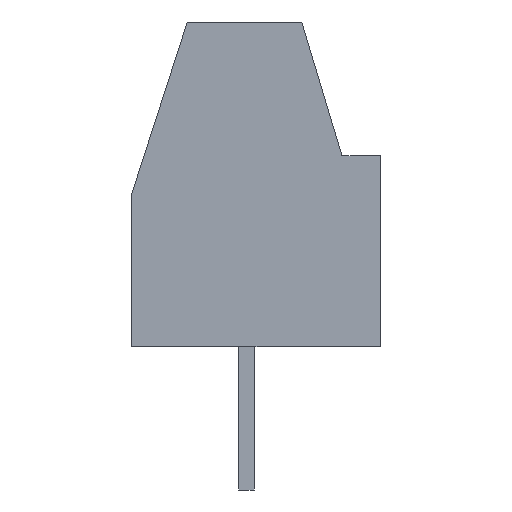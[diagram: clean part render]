
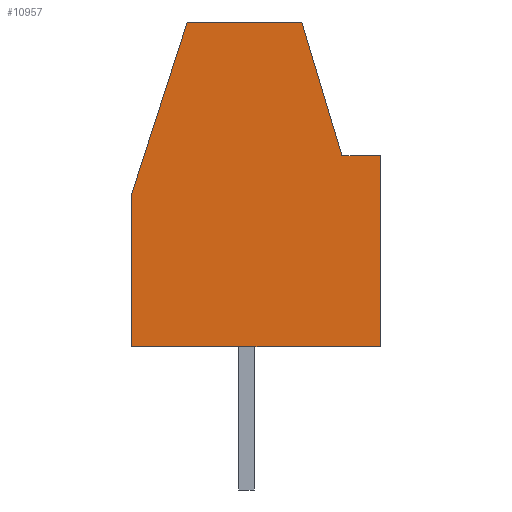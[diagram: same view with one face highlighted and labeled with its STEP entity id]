
A CAD part, left-side view. The second image highlights one B-rep face of the part: STEP entity #10957.
In plain terms, the highlighted planar face has unit normal (-1, 0, 0).
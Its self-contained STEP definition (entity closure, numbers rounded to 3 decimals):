
#9512 = VERTEX_POINT('',#9513);
#9513 = CARTESIAN_POINT('',(0.,-3.5,0.)
  );
#9522 = PLANE('',#9523);
#9523 = AXIS2_PLACEMENT_3D('',#9524,#9525,#9526);
#9524 = CARTESIAN_POINT('',(0.,-3.5,0.));
#9525 = DIRECTION('',(0.,-1.,0.));
#9526 = DIRECTION('',(0.,0.,1.));
#9534 = PLANE('',#9535);
#9535 = AXIS2_PLACEMENT_3D('',#9536,#9537,#9538);
#9536 = CARTESIAN_POINT('',(0.,-3.5,0.));
#9537 = DIRECTION('',(0.,0.,1.));
#9538 = DIRECTION('',(0.,1.,0.));
#9575 = VERTEX_POINT('',#9576);
#9576 = CARTESIAN_POINT('',(0.,-3.5,5.));
#9590 = PLANE('',#9591);
#9591 = AXIS2_PLACEMENT_3D('',#9592,#9593,#9594);
#9592 = CARTESIAN_POINT('',(0.,-3.5,5.));
#9593 = DIRECTION('',(0.,0.,1.));
#9594 = DIRECTION('',(0.,1.,0.));
#9602 = EDGE_CURVE('',#9512,#9575,#9603,.T.);
#9603 = SURFACE_CURVE('',#9604,(#9608,#9615),.PCURVE_S1.);
#9604 = LINE('',#9605,#9606);
#9605 = CARTESIAN_POINT('',(0.,-3.5,0.));
#9606 = VECTOR('',#9607,1.);
#9607 = DIRECTION('',(0.,0.,1.));
#9608 = PCURVE('',#9522,#9609);
#9609 = DEFINITIONAL_REPRESENTATION('',(#9610),#9614);
#9610 = LINE('',#9611,#9612);
#9611 = CARTESIAN_POINT('',(0.,0.));
#9612 = VECTOR('',#9613,1.);
#9613 = DIRECTION('',(1.,0.));
#9614 = ( GEOMETRIC_REPRESENTATION_CONTEXT(2) 
PARAMETRIC_REPRESENTATION_CONTEXT() REPRESENTATION_CONTEXT('2D SPACE',''
  ) );
#9615 = PCURVE('',#9616,#9621);
#9616 = PLANE('',#9617);
#9617 = AXIS2_PLACEMENT_3D('',#9618,#9619,#9620);
#9618 = CARTESIAN_POINT('',(0.,-0.231,
    3.774));
#9619 = DIRECTION('',(1.,0.,0.));
#9620 = DIRECTION('',(0.,0.,1.));
#9621 = DEFINITIONAL_REPRESENTATION('',(#9622),#9626);
#9622 = LINE('',#9623,#9624);
#9623 = CARTESIAN_POINT('',(-3.774,3.269));
#9624 = VECTOR('',#9625,1.);
#9625 = DIRECTION('',(1.,0.));
#9626 = ( GEOMETRIC_REPRESENTATION_CONTEXT(2) 
PARAMETRIC_REPRESENTATION_CONTEXT() REPRESENTATION_CONTEXT('2D SPACE',''
  ) );
#10910 = VERTEX_POINT('',#10911);
#10911 = CARTESIAN_POINT('',(0.,3.,0.)
  );
#10925 = PLANE('',#10926);
#10926 = AXIS2_PLACEMENT_3D('',#10927,#10928,#10929);
#10927 = CARTESIAN_POINT('',(0.,3.,0.)
  );
#10928 = DIRECTION('',(0.,-1.,0.));
#10929 = DIRECTION('',(0.,0.,1.));
#10937 = EDGE_CURVE('',#9512,#10910,#10938,.T.);
#10938 = SURFACE_CURVE('',#10939,(#10943,#10950),.PCURVE_S1.);
#10939 = LINE('',#10940,#10941);
#10940 = CARTESIAN_POINT('',(0.,-3.5,0.)
  );
#10941 = VECTOR('',#10942,1.);
#10942 = DIRECTION('',(0.,1.,0.));
#10943 = PCURVE('',#9534,#10944);
#10944 = DEFINITIONAL_REPRESENTATION('',(#10945),#10949);
#10945 = LINE('',#10946,#10947);
#10946 = CARTESIAN_POINT('',(0.,0.));
#10947 = VECTOR('',#10948,1.);
#10948 = DIRECTION('',(1.,0.));
#10949 = ( GEOMETRIC_REPRESENTATION_CONTEXT(2) 
PARAMETRIC_REPRESENTATION_CONTEXT() REPRESENTATION_CONTEXT('2D SPACE',''
  ) );
#10950 = PCURVE('',#9616,#10951);
#10951 = DEFINITIONAL_REPRESENTATION('',(#10952),#10956);
#10952 = LINE('',#10953,#10954);
#10953 = CARTESIAN_POINT('',(-3.774,3.269));
#10954 = VECTOR('',#10955,1.);
#10955 = DIRECTION('',(0.,-1.));
#10956 = ( GEOMETRIC_REPRESENTATION_CONTEXT(2) 
PARAMETRIC_REPRESENTATION_CONTEXT() REPRESENTATION_CONTEXT('2D SPACE',''
  ) );
#10957 = ADVANCED_FACE('',(#10958),#9616,.F.);
#10958 = FACE_BOUND('',#10959,.F.);
#10959 = EDGE_LOOP('',(#10960,#10961,#10962,#10985,#11013,#11041,#11069)
  );
#10960 = ORIENTED_EDGE('',*,*,#9602,.F.);
#10961 = ORIENTED_EDGE('',*,*,#10937,.T.);
#10962 = ORIENTED_EDGE('',*,*,#10963,.T.);
#10963 = EDGE_CURVE('',#10910,#10964,#10966,.T.);
#10964 = VERTEX_POINT('',#10965);
#10965 = CARTESIAN_POINT('',(0.,3.,4.));
#10966 = SURFACE_CURVE('',#10967,(#10971,#10978),.PCURVE_S1.);
#10967 = LINE('',#10968,#10969);
#10968 = CARTESIAN_POINT('',(0.,3.,0.));
#10969 = VECTOR('',#10970,1.);
#10970 = DIRECTION('',(0.,0.,1.));
#10971 = PCURVE('',#9616,#10972);
#10972 = DEFINITIONAL_REPRESENTATION('',(#10973),#10977);
#10973 = LINE('',#10974,#10975);
#10974 = CARTESIAN_POINT('',(-3.774,-3.231));
#10975 = VECTOR('',#10976,1.);
#10976 = DIRECTION('',(1.,0.));
#10977 = ( GEOMETRIC_REPRESENTATION_CONTEXT(2) 
PARAMETRIC_REPRESENTATION_CONTEXT() REPRESENTATION_CONTEXT('2D SPACE',''
  ) );
#10978 = PCURVE('',#10925,#10979);
#10979 = DEFINITIONAL_REPRESENTATION('',(#10980),#10984);
#10980 = LINE('',#10981,#10982);
#10981 = CARTESIAN_POINT('',(0.,0.));
#10982 = VECTOR('',#10983,1.);
#10983 = DIRECTION('',(1.,0.));
#10984 = ( GEOMETRIC_REPRESENTATION_CONTEXT(2) 
PARAMETRIC_REPRESENTATION_CONTEXT() REPRESENTATION_CONTEXT('2D SPACE',''
  ) );
#10985 = ORIENTED_EDGE('',*,*,#10986,.F.);
#10986 = EDGE_CURVE('',#10987,#10964,#10989,.T.);
#10987 = VERTEX_POINT('',#10988);
#10988 = CARTESIAN_POINT('',(0.,1.551,8.5));
#10989 = SURFACE_CURVE('',#10990,(#10994,#11001),.PCURVE_S1.);
#10990 = LINE('',#10991,#10992);
#10991 = CARTESIAN_POINT('',(0.,1.551,8.5));
#10992 = VECTOR('',#10993,1.);
#10993 = DIRECTION('',(0.,0.307,-0.952
    ));
#10994 = PCURVE('',#9616,#10995);
#10995 = DEFINITIONAL_REPRESENTATION('',(#10996),#11000);
#10996 = LINE('',#10997,#10998);
#10997 = CARTESIAN_POINT('',(4.726,-1.781));
#10998 = VECTOR('',#10999,1.);
#10999 = DIRECTION('',(-0.952,-0.307));
#11000 = ( GEOMETRIC_REPRESENTATION_CONTEXT(2) 
PARAMETRIC_REPRESENTATION_CONTEXT() REPRESENTATION_CONTEXT('2D SPACE',''
  ) );
#11001 = PCURVE('',#11002,#11007);
#11002 = PLANE('',#11003);
#11003 = AXIS2_PLACEMENT_3D('',#11004,#11005,#11006);
#11004 = CARTESIAN_POINT('',(0.,1.551,8.5));
#11005 = DIRECTION('',(0.,0.952,0.307
    ));
#11006 = DIRECTION('',(0.,0.307,-0.952)
  );
#11007 = DEFINITIONAL_REPRESENTATION('',(#11008),#11012);
#11008 = LINE('',#11009,#11010);
#11009 = CARTESIAN_POINT('',(0.,0.));
#11010 = VECTOR('',#11011,1.);
#11011 = DIRECTION('',(1.,0.));
#11012 = ( GEOMETRIC_REPRESENTATION_CONTEXT(2) 
PARAMETRIC_REPRESENTATION_CONTEXT() REPRESENTATION_CONTEXT('2D SPACE',''
  ) );
#11013 = ORIENTED_EDGE('',*,*,#11014,.F.);
#11014 = EDGE_CURVE('',#11015,#10987,#11017,.T.);
#11015 = VERTEX_POINT('',#11016);
#11016 = CARTESIAN_POINT('',(0.,-1.449,8.5));
#11017 = SURFACE_CURVE('',#11018,(#11022,#11029),.PCURVE_S1.);
#11018 = LINE('',#11019,#11020);
#11019 = CARTESIAN_POINT('',(0.,-1.449,8.5));
#11020 = VECTOR('',#11021,1.);
#11021 = DIRECTION('',(0.,1.,0.));
#11022 = PCURVE('',#9616,#11023);
#11023 = DEFINITIONAL_REPRESENTATION('',(#11024),#11028);
#11024 = LINE('',#11025,#11026);
#11025 = CARTESIAN_POINT('',(4.726,1.219));
#11026 = VECTOR('',#11027,1.);
#11027 = DIRECTION('',(0.,-1.));
#11028 = ( GEOMETRIC_REPRESENTATION_CONTEXT(2) 
PARAMETRIC_REPRESENTATION_CONTEXT() REPRESENTATION_CONTEXT('2D SPACE',''
  ) );
#11029 = PCURVE('',#11030,#11035);
#11030 = PLANE('',#11031);
#11031 = AXIS2_PLACEMENT_3D('',#11032,#11033,#11034);
#11032 = CARTESIAN_POINT('',(0.,-1.449,8.5));
#11033 = DIRECTION('',(0.,0.,1.));
#11034 = DIRECTION('',(0.,1.,0.));
#11035 = DEFINITIONAL_REPRESENTATION('',(#11036),#11040);
#11036 = LINE('',#11037,#11038);
#11037 = CARTESIAN_POINT('',(0.,0.));
#11038 = VECTOR('',#11039,1.);
#11039 = DIRECTION('',(1.,0.));
#11040 = ( GEOMETRIC_REPRESENTATION_CONTEXT(2) 
PARAMETRIC_REPRESENTATION_CONTEXT() REPRESENTATION_CONTEXT('2D SPACE',''
  ) );
#11041 = ORIENTED_EDGE('',*,*,#11042,.F.);
#11042 = EDGE_CURVE('',#11043,#11015,#11045,.T.);
#11043 = VERTEX_POINT('',#11044);
#11044 = CARTESIAN_POINT('',(0.,-2.5,5.));
#11045 = SURFACE_CURVE('',#11046,(#11050,#11057),.PCURVE_S1.);
#11046 = LINE('',#11047,#11048);
#11047 = CARTESIAN_POINT('',(0.,-2.5,5.));
#11048 = VECTOR('',#11049,1.);
#11049 = DIRECTION('',(0.,0.288,0.958)
  );
#11050 = PCURVE('',#9616,#11051);
#11051 = DEFINITIONAL_REPRESENTATION('',(#11052),#11056);
#11052 = LINE('',#11053,#11054);
#11053 = CARTESIAN_POINT('',(1.226,2.269));
#11054 = VECTOR('',#11055,1.);
#11055 = DIRECTION('',(0.958,-0.288));
#11056 = ( GEOMETRIC_REPRESENTATION_CONTEXT(2) 
PARAMETRIC_REPRESENTATION_CONTEXT() REPRESENTATION_CONTEXT('2D SPACE',''
  ) );
#11057 = PCURVE('',#11058,#11063);
#11058 = PLANE('',#11059);
#11059 = AXIS2_PLACEMENT_3D('',#11060,#11061,#11062);
#11060 = CARTESIAN_POINT('',(0.,-2.5,5.));
#11061 = DIRECTION('',(0.,-0.958,0.288
    ));
#11062 = DIRECTION('',(0.,0.288,0.958)
  );
#11063 = DEFINITIONAL_REPRESENTATION('',(#11064),#11068);
#11064 = LINE('',#11065,#11066);
#11065 = CARTESIAN_POINT('',(0.,0.));
#11066 = VECTOR('',#11067,1.);
#11067 = DIRECTION('',(1.,0.));
#11068 = ( GEOMETRIC_REPRESENTATION_CONTEXT(2) 
PARAMETRIC_REPRESENTATION_CONTEXT() REPRESENTATION_CONTEXT('2D SPACE',''
  ) );
#11069 = ORIENTED_EDGE('',*,*,#11070,.F.);
#11070 = EDGE_CURVE('',#9575,#11043,#11071,.T.);
#11071 = SURFACE_CURVE('',#11072,(#11076,#11083),.PCURVE_S1.);
#11072 = LINE('',#11073,#11074);
#11073 = CARTESIAN_POINT('',(0.,-3.5,5.));
#11074 = VECTOR('',#11075,1.);
#11075 = DIRECTION('',(0.,1.,0.));
#11076 = PCURVE('',#9616,#11077);
#11077 = DEFINITIONAL_REPRESENTATION('',(#11078),#11082);
#11078 = LINE('',#11079,#11080);
#11079 = CARTESIAN_POINT('',(1.226,3.269));
#11080 = VECTOR('',#11081,1.);
#11081 = DIRECTION('',(0.,-1.));
#11082 = ( GEOMETRIC_REPRESENTATION_CONTEXT(2) 
PARAMETRIC_REPRESENTATION_CONTEXT() REPRESENTATION_CONTEXT('2D SPACE',''
  ) );
#11083 = PCURVE('',#9590,#11084);
#11084 = DEFINITIONAL_REPRESENTATION('',(#11085),#11089);
#11085 = LINE('',#11086,#11087);
#11086 = CARTESIAN_POINT('',(0.,0.));
#11087 = VECTOR('',#11088,1.);
#11088 = DIRECTION('',(1.,0.));
#11089 = ( GEOMETRIC_REPRESENTATION_CONTEXT(2) 
PARAMETRIC_REPRESENTATION_CONTEXT() REPRESENTATION_CONTEXT('2D SPACE',''
  ) );
